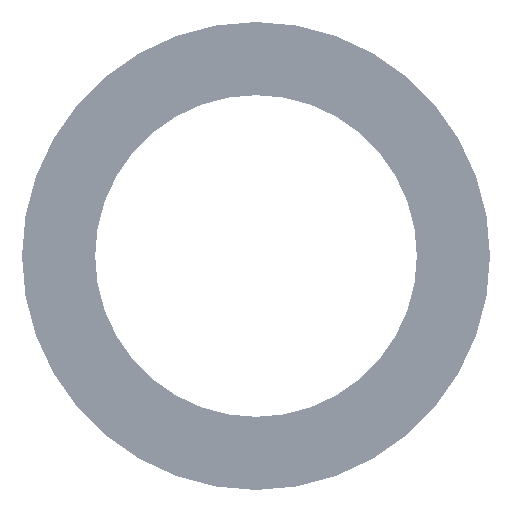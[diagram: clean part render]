
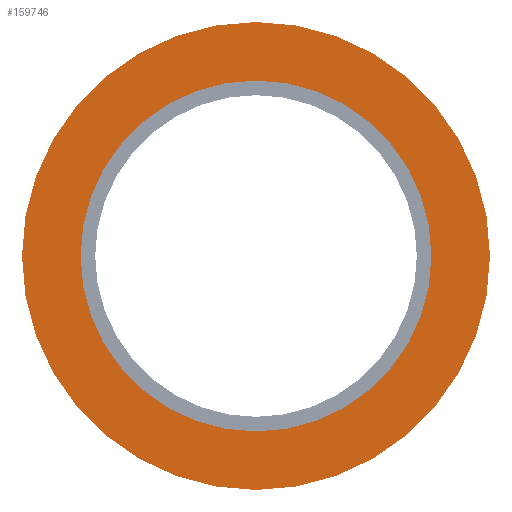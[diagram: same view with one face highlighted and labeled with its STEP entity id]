
A CAD part, left-side view. The second image highlights one B-rep face of the part: STEP entity #159746.
In plain terms, the highlighted planar face has unit normal (-1, 0, 0).
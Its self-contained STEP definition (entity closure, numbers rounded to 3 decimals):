
#5263 = CARTESIAN_POINT ( 'NONE',  ( 0.8, 0., -8. ) ) ;
#6021 = VERTEX_POINT ( 'NONE', #121711 ) ;
#11796 = AXIS2_PLACEMENT_3D ( 'NONE', #46386, #163633, #63226 ) ;
#15643 = VERTEX_POINT ( 'NONE', #46734 ) ;
#19539 = AXIS2_PLACEMENT_3D ( 'NONE', #56122, #173423, #73001 ) ;
#22626 = ORIENTED_EDGE ( 'NONE', *, *, #203994, .F. ) ;
#46386 = CARTESIAN_POINT ( 'NONE',  ( 0.8, 0., 0. ) ) ;
#46734 = CARTESIAN_POINT ( 'NONE',  ( 0.8, 0., -6. ) ) ;
#47980 = CIRCLE ( 'NONE', #56391, 6. ) ;
#53350 = DIRECTION ( 'NONE',  ( 1., 0., 0. ) ) ;
#56122 = CARTESIAN_POINT ( 'NONE',  ( 0.8, 0., 0. ) ) ;
#56391 = AXIS2_PLACEMENT_3D ( 'NONE', #170515, #70121, #187530 ) ;
#57223 = VERTEX_POINT ( 'NONE', #5263 ) ;
#63226 = DIRECTION ( 'NONE',  ( 0., 0., 1. ) ) ;
#70121 = DIRECTION ( 'NONE',  ( -1., 0., 0. ) ) ;
#72743 = EDGE_CURVE ( 'NONE', #6021, #57223, #119988, .T. ) ;
#73001 = DIRECTION ( 'NONE',  ( 0., 0., 1. ) ) ;
#89500 = DIRECTION ( 'NONE',  ( 1., 0., 0. ) ) ;
#92468 = FACE_BOUND ( 'NONE', #148794, .T. ) ;
#106958 = CARTESIAN_POINT ( 'NONE',  ( 0.8, 0., 6. ) ) ;
#108018 = EDGE_CURVE ( 'NONE', #135397, #15643, #47980, .T. ) ;
#119988 = CIRCLE ( 'NONE', #19539, 8. ) ;
#121711 = CARTESIAN_POINT ( 'NONE',  ( 0.8, 0., 8. ) ) ;
#122446 = PLANE ( 'NONE',  #192245 ) ;
#135397 = VERTEX_POINT ( 'NONE', #106958 ) ;
#137059 = FACE_OUTER_BOUND ( 'NONE', #161815, .T. ) ;
#148601 = ORIENTED_EDGE ( 'NONE', *, *, #108018, .F. ) ;
#148794 = EDGE_LOOP ( 'NONE', ( #148601, #191535 ) ) ;
#153764 = CARTESIAN_POINT ( 'NONE',  ( 0.8, 0., 0. ) ) ;
#154109 = CIRCLE ( 'NONE', #195389, 8. ) ;
#158866 = CIRCLE ( 'NONE', #11796, 6. ) ;
#159746 = ADVANCED_FACE ( 'NONE', ( #137059, #92468 ), #122446, .F. ) ;
#161815 = EDGE_LOOP ( 'NONE', ( #162616, #22626 ) ) ;
#162616 = ORIENTED_EDGE ( 'NONE', *, *, #72743, .F. ) ;
#163633 = DIRECTION ( 'NONE',  ( -1., 0., 0. ) ) ;
#170515 = CARTESIAN_POINT ( 'NONE',  ( 0.8, 0., 0. ) ) ;
#170624 = DIRECTION ( 'NONE',  ( 0., 0., 1. ) ) ;
#173423 = DIRECTION ( 'NONE',  ( 1., 0., 0. ) ) ;
#187530 = DIRECTION ( 'NONE',  ( 0., 0., 1. ) ) ;
#190068 = CARTESIAN_POINT ( 'NONE',  ( 0.8, 6., 0. ) ) ;
#191535 = ORIENTED_EDGE ( 'NONE', *, *, #192335, .F. ) ;
#192245 = AXIS2_PLACEMENT_3D ( 'NONE', #190068, #89500, #206924 ) ;
#192335 = EDGE_CURVE ( 'NONE', #15643, #135397, #158866, .T. ) ;
#195389 = AXIS2_PLACEMENT_3D ( 'NONE', #153764, #53350, #170624 ) ;
#203994 = EDGE_CURVE ( 'NONE', #57223, #6021, #154109, .T. ) ;
#206924 = DIRECTION ( 'NONE',  ( 0., 0., -1. ) ) ;
